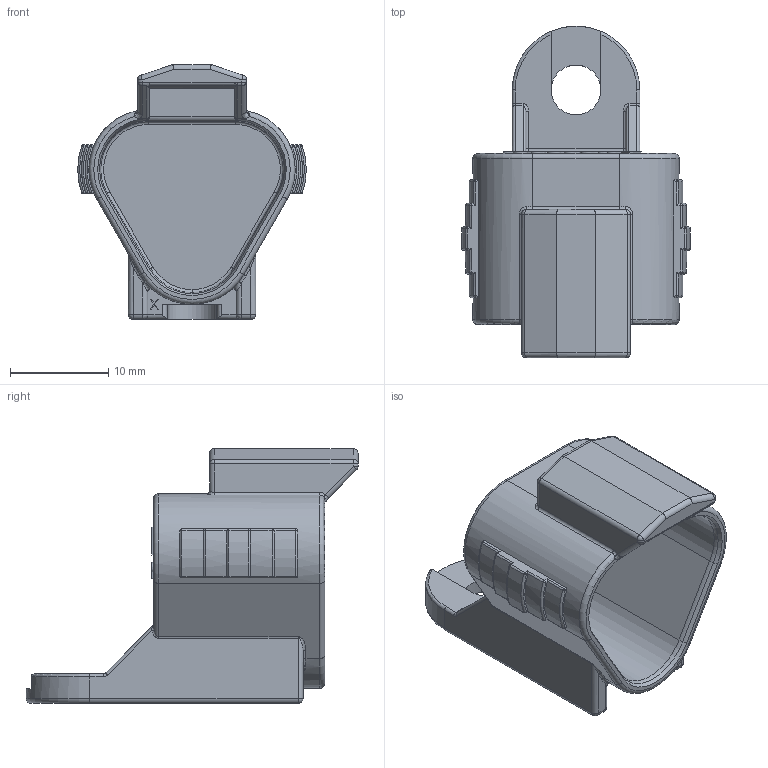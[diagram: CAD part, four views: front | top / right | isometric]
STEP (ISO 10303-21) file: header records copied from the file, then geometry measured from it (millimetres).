
FILE_DESCRIPTION((''),'2;1');
FILE_NAME('26-54240-03','2018-10-16T',('OrionLi'),(''),'PRO/ENGINEER BY PARAMETRIC TECHNOLOGY CORPORATION, 2016360','PRO/ENGINEER BY PARAMETRIC TECHNOLOGY CORPORATION, 2016360','');
FILE_SCHEMA(('CONFIG_CONTROL_DESIGN'));
Length unit declared in the file: millimetre
Products named in the file (1): 26-54240-03
Bounding box: 23.3 x 33.83 x 25.97 mm (x, y, z)
Volume: 2633.6 mm3; surface area: 3760.7 mm2
Topology: 1 solids, 1 shells, 677 faces, 1775 edges, 1099 vertices
Faces by surface type: extrusion 232, plane 209, cylinder 133, torus 35, sphere 34, bspline 31, cone 3
Entity records: 22911 total; most frequent: CARTESIAN_POINT 7523, ORIENTED_EDGE 3490, DIRECTION 2490, EDGE_CURVE 1745, VECTOR 1110, VERTEX_POINT 1099, LINE 878, B_SPLINE_CURVE_WITH_KNOTS 823
